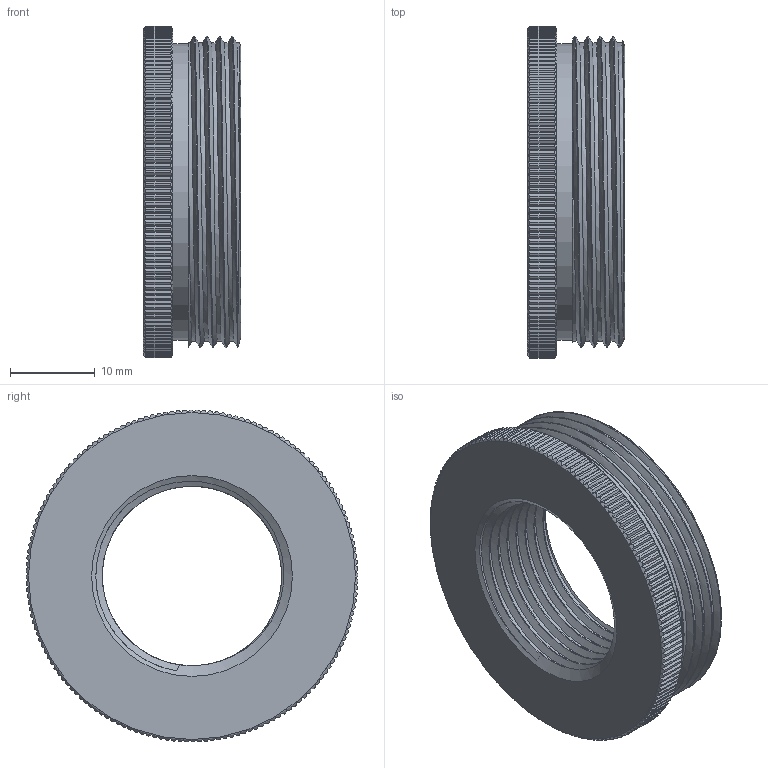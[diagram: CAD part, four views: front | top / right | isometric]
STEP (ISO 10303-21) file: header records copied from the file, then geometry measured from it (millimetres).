
FILE_DESCRIPTION(/* description */ ('Reduzierung gerändelt PG 29/16'),/* implementation_level */ '2;1');
FILE_NAME(/* name */ '62062916-RST.stp',/* time_stamp */ '2020-06-23T11:13:15+02:00',/* author */ ('sl'),/* organization */ (''),/* preprocessor_version */ 'ST-DEVELOPER v16.5',/* originating_system */ 'Autodesk Inventor 2017',/* authorisation */ '');
FILE_SCHEMA (('AUTOMOTIVE_DESIGN { 1 0 10303 214 3 1 1 }'));
Length unit declared in the file: millimetre
Products named in the file (1): 62062916
Bounding box: 11.5 x 39.16 x 39.16 mm (x, y, z)
Volume: 7683.7 mm3; surface area: 4660.8 mm2
Topology: 1 solids, 1 shells, 498 faces, 1482 edges, 988 vertices
Faces by surface type: plane 324, cylinder 165, cone 5, bspline 4
Full cylindrical faces by diameter (mm): 34.95 x1
Entity records: 19422 total; most frequent: CARTESIAN_POINT 5133, DIRECTION 3424, ORIENTED_EDGE 2942, AXIS2_PLACEMENT_3D 1472, EDGE_CURVE 1471, VERTEX_POINT 983, CIRCLE 977, EDGE_LOOP 508
